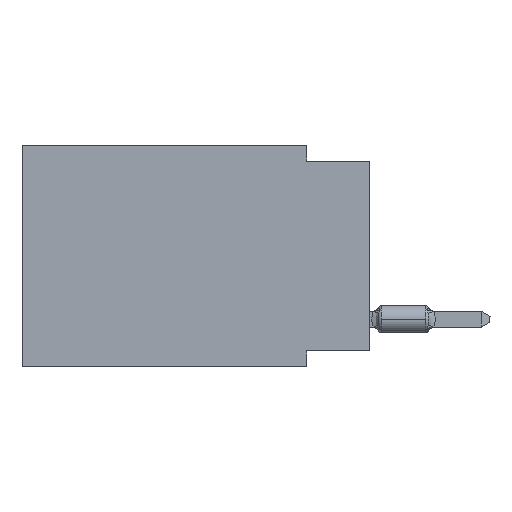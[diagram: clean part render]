
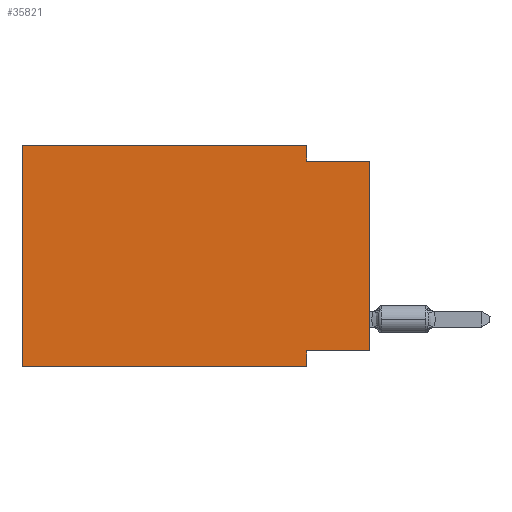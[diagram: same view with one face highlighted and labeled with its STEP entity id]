
A CAD part, left-side view. The second image highlights one B-rep face of the part: STEP entity #35821.
In plain terms, the highlighted planar face has unit normal (-1, 0, 0).
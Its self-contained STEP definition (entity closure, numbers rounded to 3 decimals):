
#1144 = EDGE_CURVE ( 'NONE', #54629, #26869, #43454, .T. ) ;
#1324 = CARTESIAN_POINT ( 'NONE',  ( 0., 13.97, 0. ) ) ;
#8702 = PLANE ( 'NONE',  #42568 ) ;
#12233 = VECTOR ( 'NONE', #21581, 1000. ) ;
#12415 = DIRECTION ( 'NONE',  ( 0., 0., -1. ) ) ;
#12431 = ORIENTED_EDGE ( 'NONE', *, *, #65954, .F. ) ;
#14306 = CARTESIAN_POINT ( 'NONE',  ( 0., 0., -8.255 ) ) ;
#14996 = LINE ( 'NONE', #77212, #12233 ) ;
#15017 = LINE ( 'NONE', #16229, #75193 ) ;
#15377 = EDGE_CURVE ( 'NONE', #59353, #37788, #32896, .T. ) ;
#16159 = VERTEX_POINT ( 'NONE', #16964 ) ;
#16229 = CARTESIAN_POINT ( 'NONE',  ( 0., 0., 0. ) ) ;
#16964 = CARTESIAN_POINT ( 'NONE',  ( 0., 0., -0.635 ) ) ;
#18217 = VERTEX_POINT ( 'NONE', #73492 ) ;
#21581 = DIRECTION ( 'NONE',  ( 0., -1., 0. ) ) ;
#21600 = DIRECTION ( 'NONE',  ( 0., 0., 1. ) ) ;
#25755 = LINE ( 'NONE', #74782, #48552 ) ;
#26297 = CARTESIAN_POINT ( 'NONE',  ( 0., 2.54, -0.635 ) ) ;
#26869 = VERTEX_POINT ( 'NONE', #66793 ) ;
#28282 = VERTEX_POINT ( 'NONE', #14306 ) ;
#30690 = DIRECTION ( 'NONE',  ( 0., 0., 1. ) ) ;
#31093 = DIRECTION ( 'NONE',  ( 0., -1., 0. ) ) ;
#32631 = DIRECTION ( 'NONE',  ( 0., 0., -1. ) ) ;
#32896 = LINE ( 'NONE', #63386, #35564 ) ;
#33104 = ORIENTED_EDGE ( 'NONE', *, *, #15377, .T. ) ;
#33164 = EDGE_LOOP ( 'NONE', ( #68192, #12431, #36993, #43044, #68189, #33104, #39209, #34603 ) ) ;
#34603 = ORIENTED_EDGE ( 'NONE', *, *, #76281, .F. ) ;
#35564 = VECTOR ( 'NONE', #51046, 1000. ) ;
#35821 = ADVANCED_FACE ( 'NONE', ( #77092 ), #8702, .F. ) ;
#36874 = EDGE_CURVE ( 'NONE', #59353, #54629, #79308, .T. ) ;
#36993 = ORIENTED_EDGE ( 'NONE', *, *, #53040, .F. ) ;
#37671 = CARTESIAN_POINT ( 'NONE',  ( 0., 13.97, 0. ) ) ;
#37788 = VERTEX_POINT ( 'NONE', #69914 ) ;
#39209 = ORIENTED_EDGE ( 'NONE', *, *, #44111, .F. ) ;
#41834 = CARTESIAN_POINT ( 'NONE',  ( 0., 13.97, 0. ) ) ;
#42568 = AXIS2_PLACEMENT_3D ( 'NONE', #1324, #75881, #32631 ) ;
#43044 = ORIENTED_EDGE ( 'NONE', *, *, #1144, .F. ) ;
#43454 = LINE ( 'NONE', #68167, #74655 ) ;
#43734 = LINE ( 'NONE', #68864, #59970 ) ;
#44111 = EDGE_CURVE ( 'NONE', #18217, #37788, #25755, .T. ) ;
#44803 = VECTOR ( 'NONE', #75183, 1000. ) ;
#48552 = VECTOR ( 'NONE', #63645, 1000. ) ;
#48835 = CARTESIAN_POINT ( 'NONE',  ( 0., 0., -8.255 ) ) ;
#49943 = EDGE_CURVE ( 'NONE', #28282, #16159, #15017, .T. ) ;
#50072 = LINE ( 'NONE', #48835, #44803 ) ;
#51046 = DIRECTION ( 'NONE',  ( 0., -1., 0. ) ) ;
#53040 = EDGE_CURVE ( 'NONE', #26869, #78853, #43734, .T. ) ;
#54629 = VERTEX_POINT ( 'NONE', #37671 ) ;
#57005 = CARTESIAN_POINT ( 'NONE',  ( 0., 13.97, -8.89 ) ) ;
#59353 = VERTEX_POINT ( 'NONE', #57005 ) ;
#59970 = VECTOR ( 'NONE', #12415, 1000. ) ;
#63386 = CARTESIAN_POINT ( 'NONE',  ( 0., 13.97, -8.89 ) ) ;
#63645 = DIRECTION ( 'NONE',  ( 0., 0., -1. ) ) ;
#65954 = EDGE_CURVE ( 'NONE', #78853, #16159, #14996, .T. ) ;
#66793 = CARTESIAN_POINT ( 'NONE',  ( 0., 2.54, 0. ) ) ;
#68167 = CARTESIAN_POINT ( 'NONE',  ( 0., 13.97, 0. ) ) ;
#68189 = ORIENTED_EDGE ( 'NONE', *, *, #36874, .F. ) ;
#68192 = ORIENTED_EDGE ( 'NONE', *, *, #49943, .T. ) ;
#68864 = CARTESIAN_POINT ( 'NONE',  ( 0., 2.54, 0. ) ) ;
#69914 = CARTESIAN_POINT ( 'NONE',  ( 0., 2.54, -8.89 ) ) ;
#73492 = CARTESIAN_POINT ( 'NONE',  ( 0., 2.54, -8.255 ) ) ;
#74655 = VECTOR ( 'NONE', #31093, 1000. ) ;
#74782 = CARTESIAN_POINT ( 'NONE',  ( 0., 2.54, -8.89 ) ) ;
#75183 = DIRECTION ( 'NONE',  ( 0., 1., 0. ) ) ;
#75193 = VECTOR ( 'NONE', #21600, 1000. ) ;
#75881 = DIRECTION ( 'NONE',  ( 1., 0., 0. ) ) ;
#76281 = EDGE_CURVE ( 'NONE', #28282, #18217, #50072, .T. ) ;
#76894 = VECTOR ( 'NONE', #30690, 1000. ) ;
#77092 = FACE_OUTER_BOUND ( 'NONE', #33164, .T. ) ;
#77212 = CARTESIAN_POINT ( 'NONE',  ( 0., 0., -0.635 ) ) ;
#78853 = VERTEX_POINT ( 'NONE', #26297 ) ;
#79308 = LINE ( 'NONE', #41834, #76894 ) ;
